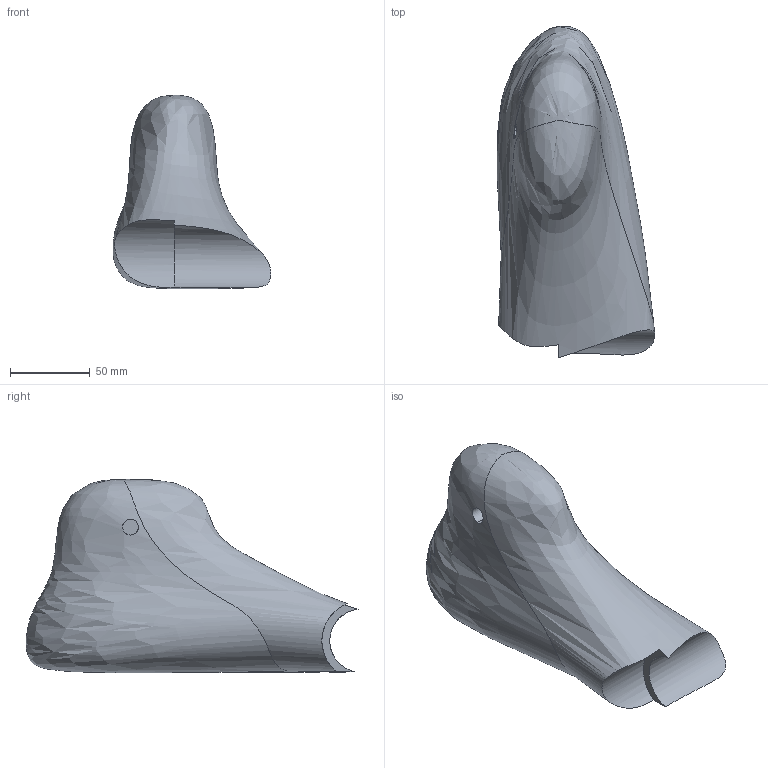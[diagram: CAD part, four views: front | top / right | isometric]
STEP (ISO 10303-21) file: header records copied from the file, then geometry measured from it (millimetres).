
FILE_DESCRIPTION (( 'STEP AP203' ), '1' );
FILE_NAME ('Mirrorr_foot_Default_sldprt.STEP', '2020-01-15T12:28:28', ( '' ), ( '' ), 'SwSTEP 2.0', 'SolidWorks 2017', '' );
FILE_SCHEMA (( 'CONFIG_CONTROL_DESIGN' ));
Length unit declared in the file: millimetre
Products named in the file (1): Mirrorr_foot_Default_sldprt
Bounding box: 98.8 x 208.2 x 121.23 mm (x, y, z)
Volume: 977030.6 mm3; surface area: 63181.4 mm2
Topology: 1 solids, 1 shells, 8 faces, 18 edges, 10 vertices
Faces by surface type: cylinder 4, plane 2, bspline 2
Entity records: 649 total; most frequent: CARTESIAN_POINT 429, ORIENTED_EDGE 28, DIRECTION 24, EDGE_CURVE 14, AXIS2_PLACEMENT_3D 11, VERTEX_POINT 10, EDGE_LOOP 10, ADVANCED_FACE 8
